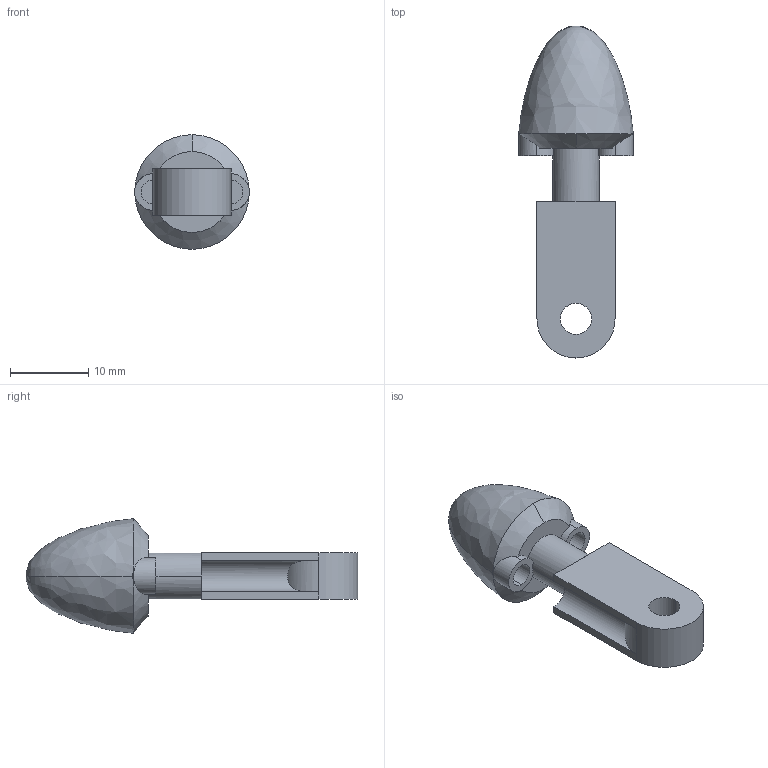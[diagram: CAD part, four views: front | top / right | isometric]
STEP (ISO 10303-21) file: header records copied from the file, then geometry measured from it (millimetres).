
FILE_DESCRIPTION (( 'STEP AP203' ), '1' );
FILE_NAME ('FINGLER_PART5_Default_sldprt.STEP', '2018-06-24T16:55:35', ( '' ), ( '' ), 'SwSTEP 2.0', 'SolidWorks 2017', '' );
FILE_SCHEMA (( 'CONFIG_CONTROL_DESIGN' ));
Length unit declared in the file: millimetre
Products named in the file (1): FINGLER_PART5_Default_sldprt
Bounding box: 14.66 x 42.47 x 14.66 mm (x, y, z)
Volume: 2694.1 mm3; surface area: 1801.8 mm2
Topology: 1 solids, 1 shells, 48 faces, 115 edges, 71 vertices
Faces by surface type: cylinder 22, plane 19, cone 5, bspline 2
Entity records: 1643 total; most frequent: CARTESIAN_POINT 442, DIRECTION 248, ORIENTED_EDGE 230, EDGE_CURVE 115, AXIS2_PLACEMENT_3D 103, VERTEX_POINT 71, CIRCLE 56, EDGE_LOOP 52
